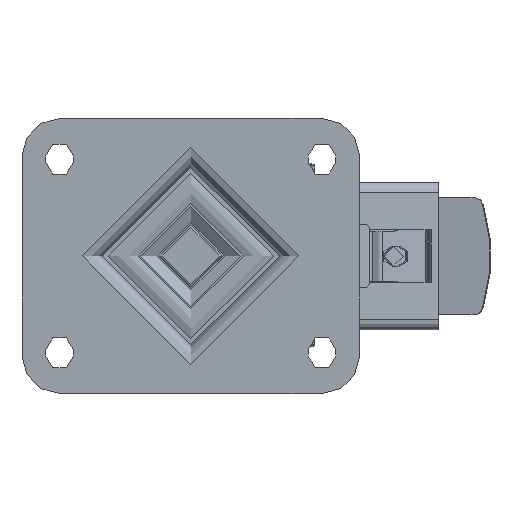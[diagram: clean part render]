
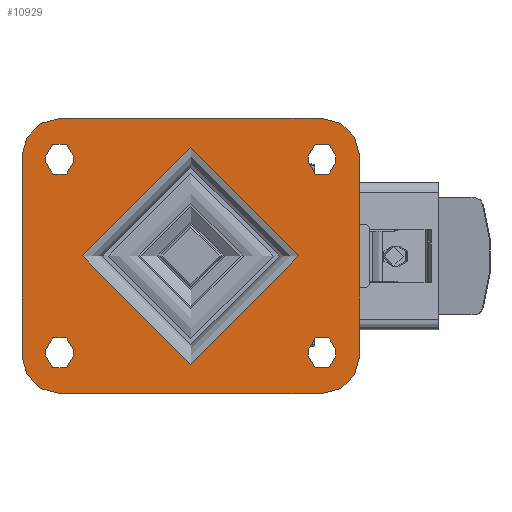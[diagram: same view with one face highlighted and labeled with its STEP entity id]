
A CAD part, top view. The second image highlights one B-rep face of the part: STEP entity #10929.
In plain terms, the highlighted planar face has unit normal (0, 0, 1).
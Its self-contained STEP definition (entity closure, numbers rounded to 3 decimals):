
#247=FACE_BOUND('',#3304,.T.);
#248=FACE_BOUND('',#3305,.T.);
#249=FACE_BOUND('',#3306,.T.);
#250=FACE_BOUND('',#3307,.T.);
#251=FACE_BOUND('',#3308,.T.);
#308=PLANE('',#11912);
#753=LINE('',#16697,#1655);
#754=LINE('',#16701,#1656);
#755=LINE('',#16705,#1657);
#756=LINE('',#16708,#1658);
#757=LINE('',#16711,#1659);
#758=LINE('',#16715,#1660);
#759=LINE('',#16719,#1661);
#760=LINE('',#16723,#1662);
#761=LINE('',#16727,#1663);
#762=LINE('',#16731,#1664);
#763=LINE('',#16735,#1665);
#764=LINE('',#16739,#1666);
#1655=VECTOR('',#13344,1000.);
#1656=VECTOR('',#13347,1000.);
#1657=VECTOR('',#13350,1000.);
#1658=VECTOR('',#13353,1000.);
#1659=VECTOR('',#13354,1000.);
#1660=VECTOR('',#13357,1000.);
#1661=VECTOR('',#13360,1000.);
#1662=VECTOR('',#13363,1000.);
#1663=VECTOR('',#13366,1000.);
#1664=VECTOR('',#13369,1000.);
#1665=VECTOR('',#13372,1000.);
#1666=VECTOR('',#13375,1000.);
#2655=FACE_OUTER_BOUND('',#3303,.T.);
#3303=EDGE_LOOP('',(#7861,#7862,#7863,#7864,#7865,#7866,#7867,#7868));
#3304=EDGE_LOOP('',(#7869,#7870,#7871,#7872));
#3305=EDGE_LOOP('',(#7873,#7874,#7875,#7876));
#3306=EDGE_LOOP('',(#7877,#7878,#7879,#7880));
#3307=EDGE_LOOP('',(#7881,#7882,#7883,#7884));
#3308=EDGE_LOOP('',(#7885));
#4469=CIRCLE('',#11875,43.246);
#4496=CIRCLE('',#11913,15.);
#4497=CIRCLE('',#11914,15.);
#4498=CIRCLE('',#11915,15.);
#4499=CIRCLE('',#11916,15.);
#4500=CIRCLE('',#11917,5.5);
#4501=CIRCLE('',#11918,5.5);
#4502=CIRCLE('',#11919,5.5);
#4503=CIRCLE('',#11920,5.5);
#4504=CIRCLE('',#11921,5.5);
#4505=CIRCLE('',#11922,5.5);
#4506=CIRCLE('',#11923,5.5);
#4507=CIRCLE('',#11924,5.5);
#5013=VERTEX_POINT('',#16604);
#5048=VERTEX_POINT('',#16693);
#5049=VERTEX_POINT('',#16694);
#5050=VERTEX_POINT('',#16696);
#5051=VERTEX_POINT('',#16698);
#5052=VERTEX_POINT('',#16700);
#5053=VERTEX_POINT('',#16702);
#5054=VERTEX_POINT('',#16704);
#5055=VERTEX_POINT('',#16706);
#5056=VERTEX_POINT('',#16709);
#5057=VERTEX_POINT('',#16710);
#5058=VERTEX_POINT('',#16712);
#5059=VERTEX_POINT('',#16714);
#5060=VERTEX_POINT('',#16717);
#5061=VERTEX_POINT('',#16718);
#5062=VERTEX_POINT('',#16720);
#5063=VERTEX_POINT('',#16722);
#5064=VERTEX_POINT('',#16725);
#5065=VERTEX_POINT('',#16726);
#5066=VERTEX_POINT('',#16728);
#5067=VERTEX_POINT('',#16730);
#5068=VERTEX_POINT('',#16733);
#5069=VERTEX_POINT('',#16734);
#5070=VERTEX_POINT('',#16736);
#5071=VERTEX_POINT('',#16738);
#6113=EDGE_CURVE('',#5013,#5013,#4469,.T.);
#6155=EDGE_CURVE('',#5048,#5049,#4496,.T.);
#6156=EDGE_CURVE('',#5050,#5049,#753,.T.);
#6157=EDGE_CURVE('',#5051,#5050,#4497,.T.);
#6158=EDGE_CURVE('',#5052,#5051,#754,.T.);
#6159=EDGE_CURVE('',#5053,#5052,#4498,.T.);
#6160=EDGE_CURVE('',#5054,#5053,#755,.T.);
#6161=EDGE_CURVE('',#5054,#5055,#4499,.T.);
#6162=EDGE_CURVE('',#5048,#5055,#756,.T.);
#6163=EDGE_CURVE('',#5056,#5057,#757,.T.);
#6164=EDGE_CURVE('',#5057,#5058,#4500,.T.);
#6165=EDGE_CURVE('',#5058,#5059,#758,.T.);
#6166=EDGE_CURVE('',#5059,#5056,#4501,.T.);
#6167=EDGE_CURVE('',#5060,#5061,#759,.T.);
#6168=EDGE_CURVE('',#5061,#5062,#4502,.T.);
#6169=EDGE_CURVE('',#5062,#5063,#760,.T.);
#6170=EDGE_CURVE('',#5063,#5060,#4503,.T.);
#6171=EDGE_CURVE('',#5064,#5065,#761,.T.);
#6172=EDGE_CURVE('',#5065,#5066,#4504,.T.);
#6173=EDGE_CURVE('',#5066,#5067,#762,.T.);
#6174=EDGE_CURVE('',#5067,#5064,#4505,.T.);
#6175=EDGE_CURVE('',#5068,#5069,#763,.T.);
#6176=EDGE_CURVE('',#5069,#5070,#4506,.T.);
#6177=EDGE_CURVE('',#5070,#5071,#764,.T.);
#6178=EDGE_CURVE('',#5071,#5068,#4507,.T.);
#7861=ORIENTED_EDGE('',*,*,#6155,.T.);
#7862=ORIENTED_EDGE('',*,*,#6156,.F.);
#7863=ORIENTED_EDGE('',*,*,#6157,.F.);
#7864=ORIENTED_EDGE('',*,*,#6158,.F.);
#7865=ORIENTED_EDGE('',*,*,#6159,.F.);
#7866=ORIENTED_EDGE('',*,*,#6160,.F.);
#7867=ORIENTED_EDGE('',*,*,#6161,.T.);
#7868=ORIENTED_EDGE('',*,*,#6162,.F.);
#7869=ORIENTED_EDGE('',*,*,#6163,.T.);
#7870=ORIENTED_EDGE('',*,*,#6164,.T.);
#7871=ORIENTED_EDGE('',*,*,#6165,.T.);
#7872=ORIENTED_EDGE('',*,*,#6166,.T.);
#7873=ORIENTED_EDGE('',*,*,#6167,.T.);
#7874=ORIENTED_EDGE('',*,*,#6168,.T.);
#7875=ORIENTED_EDGE('',*,*,#6169,.T.);
#7876=ORIENTED_EDGE('',*,*,#6170,.T.);
#7877=ORIENTED_EDGE('',*,*,#6171,.T.);
#7878=ORIENTED_EDGE('',*,*,#6172,.T.);
#7879=ORIENTED_EDGE('',*,*,#6173,.T.);
#7880=ORIENTED_EDGE('',*,*,#6174,.T.);
#7881=ORIENTED_EDGE('',*,*,#6175,.T.);
#7882=ORIENTED_EDGE('',*,*,#6176,.T.);
#7883=ORIENTED_EDGE('',*,*,#6177,.T.);
#7884=ORIENTED_EDGE('',*,*,#6178,.T.);
#7885=ORIENTED_EDGE('',*,*,#6113,.F.);
#10929=ADVANCED_FACE('',(#2655,#247,#248,#249,#250,#251),#308,.T.);
#11875=AXIS2_PLACEMENT_3D('',#16606,#13251,#13252);
#11912=AXIS2_PLACEMENT_3D('',#16692,#13340,#13341);
#11913=AXIS2_PLACEMENT_3D('',#16695,#13342,#13343);
#11914=AXIS2_PLACEMENT_3D('',#16699,#13345,#13346);
#11915=AXIS2_PLACEMENT_3D('',#16703,#13348,#13349);
#11916=AXIS2_PLACEMENT_3D('',#16707,#13351,#13352);
#11917=AXIS2_PLACEMENT_3D('',#16713,#13355,#13356);
#11918=AXIS2_PLACEMENT_3D('',#16716,#13358,#13359);
#11919=AXIS2_PLACEMENT_3D('',#16721,#13361,#13362);
#11920=AXIS2_PLACEMENT_3D('',#16724,#13364,#13365);
#11921=AXIS2_PLACEMENT_3D('',#16729,#13367,#13368);
#11922=AXIS2_PLACEMENT_3D('',#16732,#13370,#13371);
#11923=AXIS2_PLACEMENT_3D('',#16737,#13373,#13374);
#11924=AXIS2_PLACEMENT_3D('',#16740,#13376,#13377);
#13251=DIRECTION('center_axis',(0.,0.,1.));
#13252=DIRECTION('ref_axis',(-1.,0.,0.));
#13340=DIRECTION('center_axis',(0.,0.,1.));
#13341=DIRECTION('ref_axis',(1.,0.,0.));
#13342=DIRECTION('center_axis',(0.,0.,1.));
#13343=DIRECTION('ref_axis',(-1.,0.,0.));
#13344=DIRECTION('',(-1.,0.,0.));
#13345=DIRECTION('center_axis',(0.,0.,-1.));
#13346=DIRECTION('ref_axis',(1.,0.,0.));
#13347=DIRECTION('',(0.,-1.,0.));
#13348=DIRECTION('center_axis',(0.,0.,-1.));
#13349=DIRECTION('ref_axis',(0.,1.,0.));
#13350=DIRECTION('',(1.,0.,0.));
#13351=DIRECTION('center_axis',(0.,0.,1.));
#13352=DIRECTION('ref_axis',(0.,1.,0.));
#13353=DIRECTION('',(0.,1.,0.));
#13354=DIRECTION('',(0.,-1.,0.));
#13355=DIRECTION('center_axis',(0.,0.,-1.));
#13356=DIRECTION('ref_axis',(1.,0.,0.));
#13357=DIRECTION('',(0.,1.,0.));
#13358=DIRECTION('center_axis',(0.,0.,-1.));
#13359=DIRECTION('ref_axis',(1.,0.,0.));
#13360=DIRECTION('',(0.,1.,0.));
#13361=DIRECTION('center_axis',(0.,0.,-1.));
#13362=DIRECTION('ref_axis',(1.,0.,0.));
#13363=DIRECTION('',(0.,-1.,0.));
#13364=DIRECTION('center_axis',(0.,0.,-1.));
#13365=DIRECTION('ref_axis',(1.,0.,0.));
#13366=DIRECTION('',(0.,-1.,0.));
#13367=DIRECTION('center_axis',(0.,0.,-1.));
#13368=DIRECTION('ref_axis',(-1.,0.,0.));
#13369=DIRECTION('',(0.,1.,0.));
#13370=DIRECTION('center_axis',(0.,0.,-1.));
#13371=DIRECTION('ref_axis',(-1.,0.,0.));
#13372=DIRECTION('',(0.,1.,0.));
#13373=DIRECTION('center_axis',(0.,0.,-1.));
#13374=DIRECTION('ref_axis',(-1.,0.,0.));
#13375=DIRECTION('',(0.,-1.,0.));
#13376=DIRECTION('center_axis',(0.,0.,-1.));
#13377=DIRECTION('ref_axis',(-1.,0.,0.));
#16604=CARTESIAN_POINT('',(43.246,0.,0.));
#16606=CARTESIAN_POINT('Origin',(0.,0.,0.));
#16692=CARTESIAN_POINT('Origin',(0.,0.,0.));
#16693=CARTESIAN_POINT('',(-67.5,-40.,0.));
#16694=CARTESIAN_POINT('',(-52.5,-55.,0.));
#16695=CARTESIAN_POINT('Origin',(-52.5,-40.,0.));
#16696=CARTESIAN_POINT('',(52.5,-55.,0.));
#16697=CARTESIAN_POINT('',(52.5,-55.,0.));
#16698=CARTESIAN_POINT('',(67.5,-40.,0.));
#16699=CARTESIAN_POINT('Origin',(52.5,-40.,0.));
#16700=CARTESIAN_POINT('',(67.5,40.,0.));
#16701=CARTESIAN_POINT('',(67.5,40.,0.));
#16702=CARTESIAN_POINT('',(52.5,55.,0.));
#16703=CARTESIAN_POINT('Origin',(52.5,40.,0.));
#16704=CARTESIAN_POINT('',(-52.5,55.,0.));
#16705=CARTESIAN_POINT('',(-52.5,55.,0.));
#16706=CARTESIAN_POINT('',(-67.5,40.,0.));
#16707=CARTESIAN_POINT('Origin',(-52.5,40.,0.));
#16708=CARTESIAN_POINT('',(-67.5,-40.,0.));
#16709=CARTESIAN_POINT('',(-47.,40.,0.));
#16710=CARTESIAN_POINT('',(-47.,37.5,0.));
#16711=CARTESIAN_POINT('',(-47.,37.5,0.));
#16712=CARTESIAN_POINT('',(-58.,37.5,0.));
#16713=CARTESIAN_POINT('Origin',(-52.5,37.5,0.));
#16714=CARTESIAN_POINT('',(-58.,40.,0.));
#16715=CARTESIAN_POINT('',(-58.,37.5,0.));
#16716=CARTESIAN_POINT('Origin',(-52.5,40.,0.));
#16717=CARTESIAN_POINT('',(-58.,-40.,0.));
#16718=CARTESIAN_POINT('',(-58.,-37.5,0.));
#16719=CARTESIAN_POINT('',(-58.,-37.5,0.));
#16720=CARTESIAN_POINT('',(-47.,-37.5,0.));
#16721=CARTESIAN_POINT('Origin',(-52.5,-37.5,0.));
#16722=CARTESIAN_POINT('',(-47.,-40.,0.));
#16723=CARTESIAN_POINT('',(-47.,-37.5,0.));
#16724=CARTESIAN_POINT('Origin',(-52.5,-40.,0.));
#16725=CARTESIAN_POINT('',(58.,40.,0.));
#16726=CARTESIAN_POINT('',(58.,37.5,0.));
#16727=CARTESIAN_POINT('',(58.,37.5,0.));
#16728=CARTESIAN_POINT('',(47.,37.5,0.));
#16729=CARTESIAN_POINT('Origin',(52.5,37.5,0.));
#16730=CARTESIAN_POINT('',(47.,40.,0.));
#16731=CARTESIAN_POINT('',(47.,37.5,0.));
#16732=CARTESIAN_POINT('Origin',(52.5,40.,0.));
#16733=CARTESIAN_POINT('',(47.,-40.,0.));
#16734=CARTESIAN_POINT('',(47.,-37.5,0.));
#16735=CARTESIAN_POINT('',(47.,-37.5,0.));
#16736=CARTESIAN_POINT('',(58.,-37.5,0.));
#16737=CARTESIAN_POINT('Origin',(52.5,-37.5,0.));
#16738=CARTESIAN_POINT('',(58.,-40.,0.));
#16739=CARTESIAN_POINT('',(58.,-37.5,0.));
#16740=CARTESIAN_POINT('Origin',(52.5,-40.,0.));
